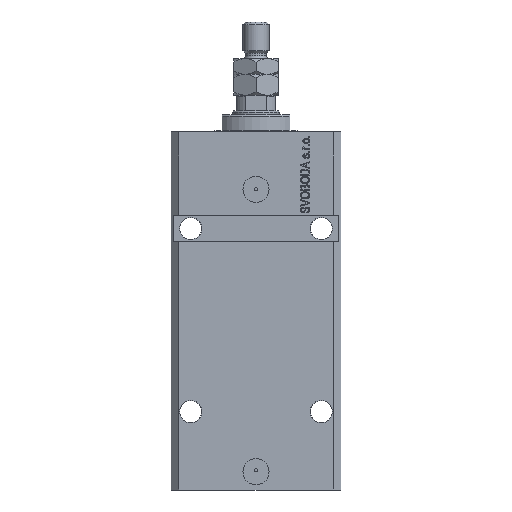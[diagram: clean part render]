
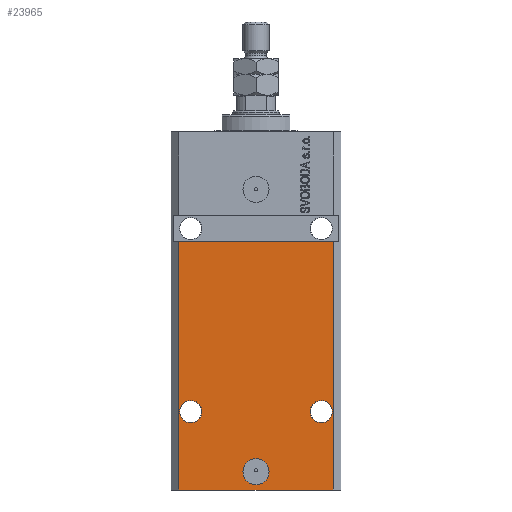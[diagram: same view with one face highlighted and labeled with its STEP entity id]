
A CAD part, front view. The second image highlights one B-rep face of the part: STEP entity #23965.
In plain terms, the highlighted planar face has unit normal (0, -1, 0).
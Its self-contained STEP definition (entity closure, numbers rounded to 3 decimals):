
#200 = CIRCLE ( 'NONE', #26484, 4.25 ) ;
#365 = CARTESIAN_POINT ( 'NONE',  ( -25., -22.5, -107. ) ) ;
#1381 = PLANE ( 'NONE',  #20267 ) ;
#2766 = LINE ( 'NONE', #45837, #33186 ) ;
#3393 = CARTESIAN_POINT ( 'NONE',  ( -29.5, -22.5, -42. ) ) ;
#4150 = EDGE_CURVE ( 'NONE', #14569, #20731, #44569, .T. ) ;
#4444 = CARTESIAN_POINT ( 'NONE',  ( 5., -22.5, -130. ) ) ;
#4588 = VECTOR ( 'NONE', #28168, 1000. ) ;
#4905 = CARTESIAN_POINT ( 'NONE',  ( -29.5, -22.5, -137. ) ) ;
#5542 = EDGE_LOOP ( 'NONE', ( #44711, #43170 ) ) ;
#5620 = AXIS2_PLACEMENT_3D ( 'NONE', #365, #14704, #15164 ) ;
#5812 = DIRECTION ( 'NONE',  ( 0., -1., 0. ) ) ;
#6758 = ORIENTED_EDGE ( 'NONE', *, *, #38097, .F. ) ;
#7114 = VERTEX_POINT ( 'NONE', #35317 ) ;
#7619 = ORIENTED_EDGE ( 'NONE', *, *, #41690, .F. ) ;
#7856 = EDGE_CURVE ( 'NONE', #9148, #26659, #16137, .T. ) ;
#8067 = ORIENTED_EDGE ( 'NONE', *, *, #16781, .T. ) ;
#8643 = CARTESIAN_POINT ( 'NONE',  ( 20.75, -22.5, -107. ) ) ;
#8727 = CARTESIAN_POINT ( 'NONE',  ( 25., -22.5, -107. ) ) ;
#9148 = VERTEX_POINT ( 'NONE', #42160 ) ;
#9213 = VERTEX_POINT ( 'NONE', #31089 ) ;
#9551 = VERTEX_POINT ( 'NONE', #31982 ) ;
#10745 = CARTESIAN_POINT ( 'NONE',  ( -29.5, -22.5, -137. ) ) ;
#11311 = AXIS2_PLACEMENT_3D ( 'NONE', #32289, #24755, #32062 ) ;
#12440 = EDGE_LOOP ( 'NONE', ( #32332, #32495 ) ) ;
#12595 = CARTESIAN_POINT ( 'NONE',  ( 29.5, -22.5, -137. ) ) ;
#13793 = EDGE_CURVE ( 'NONE', #20731, #14569, #28350, .T. ) ;
#14068 = AXIS2_PLACEMENT_3D ( 'NONE', #14205, #28565, #31389 ) ;
#14205 = CARTESIAN_POINT ( 'NONE',  ( 0., -22.5, -130. ) ) ;
#14282 = DIRECTION ( 'NONE',  ( 1., 0., 0. ) ) ;
#14569 = VERTEX_POINT ( 'NONE', #4444 ) ;
#14704 = DIRECTION ( 'NONE',  ( 0., -1., 0. ) ) ;
#15164 = DIRECTION ( 'NONE',  ( -1., 0., 0. ) ) ;
#15233 = CIRCLE ( 'NONE', #38548, 4.25 ) ;
#16137 = CIRCLE ( 'NONE', #5620, 4.25 ) ;
#16781 = EDGE_CURVE ( 'NONE', #7114, #42475, #41790, .T. ) ;
#16784 = CARTESIAN_POINT ( 'NONE',  ( -20.75, -22.5, -107. ) ) ;
#18276 = EDGE_CURVE ( 'NONE', #19221, #42475, #29257, .T. ) ;
#18567 = DIRECTION ( 'NONE',  ( 1., 0., 0. ) ) ;
#18581 = ORIENTED_EDGE ( 'NONE', *, *, #39001, .T. ) ;
#18823 = VERTEX_POINT ( 'NONE', #8643 ) ;
#19221 = VERTEX_POINT ( 'NONE', #3393 ) ;
#19288 = EDGE_LOOP ( 'NONE', ( #32745, #6758, #18581, #8067 ) ) ;
#19562 = CIRCLE ( 'NONE', #11311, 4.25 ) ;
#20267 = AXIS2_PLACEMENT_3D ( 'NONE', #4905, #40220, #18567 ) ;
#20731 = VERTEX_POINT ( 'NONE', #38780 ) ;
#21522 = DIRECTION ( 'NONE',  ( 0., -1., 0. ) ) ;
#22797 = FACE_BOUND ( 'NONE', #12440, .T. ) ;
#23086 = DIRECTION ( 'NONE',  ( 0., -1., 0. ) ) ;
#23965 = ADVANCED_FACE ( 'NONE', ( #22797, #37153, #40448, #26549 ), #1381, .T. ) ;
#24755 = DIRECTION ( 'NONE',  ( 0., -1., 0. ) ) ;
#26154 = DIRECTION ( 'NONE',  ( 1., 0., 0. ) ) ;
#26484 = AXIS2_PLACEMENT_3D ( 'NONE', #8727, #23086, #26154 ) ;
#26536 = AXIS2_PLACEMENT_3D ( 'NONE', #42063, #5812, #34080 ) ;
#26549 = FACE_OUTER_BOUND ( 'NONE', #19288, .T. ) ;
#26659 = VERTEX_POINT ( 'NONE', #16784 ) ;
#28168 = DIRECTION ( 'NONE',  ( 0., 0., 1. ) ) ;
#28350 = CIRCLE ( 'NONE', #14068, 5. ) ;
#28565 = DIRECTION ( 'NONE',  ( 0., -1., 0. ) ) ;
#29257 = LINE ( 'NONE', #43616, #39667 ) ;
#30357 = EDGE_LOOP ( 'NONE', ( #45205, #7619 ) ) ;
#30588 = CARTESIAN_POINT ( 'NONE',  ( 29.5, -22.5, -42. ) ) ;
#31089 = CARTESIAN_POINT ( 'NONE',  ( 29.25, -22.5, -107. ) ) ;
#31389 = DIRECTION ( 'NONE',  ( 1., 0., 0. ) ) ;
#31982 = CARTESIAN_POINT ( 'NONE',  ( -29.5, -22.5, -137. ) ) ;
#32062 = DIRECTION ( 'NONE',  ( -1., 0., 0. ) ) ;
#32289 = CARTESIAN_POINT ( 'NONE',  ( -25., -22.5, -107. ) ) ;
#32332 = ORIENTED_EDGE ( 'NONE', *, *, #4150, .F. ) ;
#32495 = ORIENTED_EDGE ( 'NONE', *, *, #13793, .F. ) ;
#32745 = ORIENTED_EDGE ( 'NONE', *, *, #18276, .F. ) ;
#33186 = VECTOR ( 'NONE', #14282, 1000. ) ;
#34080 = DIRECTION ( 'NONE',  ( 1., 0., 0. ) ) ;
#34268 = DIRECTION ( 'NONE',  ( 0., 0., 1. ) ) ;
#35317 = CARTESIAN_POINT ( 'NONE',  ( 29.5, -22.5, -137. ) ) ;
#35990 = EDGE_CURVE ( 'NONE', #26659, #9148, #19562, .T. ) ;
#36113 = CARTESIAN_POINT ( 'NONE',  ( 25., -22.5, -107. ) ) ;
#37153 = FACE_BOUND ( 'NONE', #30357, .T. ) ;
#38097 = EDGE_CURVE ( 'NONE', #9551, #19221, #45595, .T. ) ;
#38548 = AXIS2_PLACEMENT_3D ( 'NONE', #36113, #21522, #39405 ) ;
#38780 = CARTESIAN_POINT ( 'NONE',  ( -5., -22.5, -130. ) ) ;
#39001 = EDGE_CURVE ( 'NONE', #9551, #7114, #2766, .T. ) ;
#39405 = DIRECTION ( 'NONE',  ( 1., 0., 0. ) ) ;
#39667 = VECTOR ( 'NONE', #45694, 1000. ) ;
#40220 = DIRECTION ( 'NONE',  ( 0., -1., 0. ) ) ;
#40448 = FACE_BOUND ( 'NONE', #5542, .T. ) ;
#41690 = EDGE_CURVE ( 'NONE', #18823, #9213, #200, .T. ) ;
#41790 = LINE ( 'NONE', #12595, #41880 ) ;
#41880 = VECTOR ( 'NONE', #34268, 1000. ) ;
#42063 = CARTESIAN_POINT ( 'NONE',  ( 0., -22.5, -130. ) ) ;
#42160 = CARTESIAN_POINT ( 'NONE',  ( -29.25, -22.5, -107. ) ) ;
#42307 = EDGE_CURVE ( 'NONE', #9213, #18823, #15233, .T. ) ;
#42475 = VERTEX_POINT ( 'NONE', #30588 ) ;
#43170 = ORIENTED_EDGE ( 'NONE', *, *, #7856, .F. ) ;
#43616 = CARTESIAN_POINT ( 'NONE',  ( -32.5, -22.5, -42. ) ) ;
#44569 = CIRCLE ( 'NONE', #26536, 5. ) ;
#44711 = ORIENTED_EDGE ( 'NONE', *, *, #35990, .F. ) ;
#45205 = ORIENTED_EDGE ( 'NONE', *, *, #42307, .F. ) ;
#45595 = LINE ( 'NONE', #10745, #4588 ) ;
#45694 = DIRECTION ( 'NONE',  ( 1., 0., 0. ) ) ;
#45837 = CARTESIAN_POINT ( 'NONE',  ( -29.5, -22.5, -137. ) ) ;
